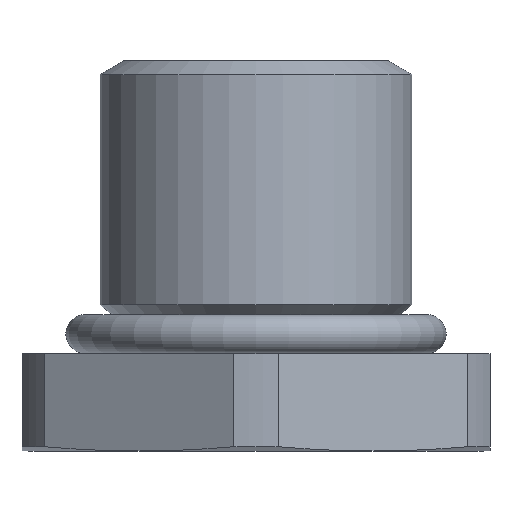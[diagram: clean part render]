
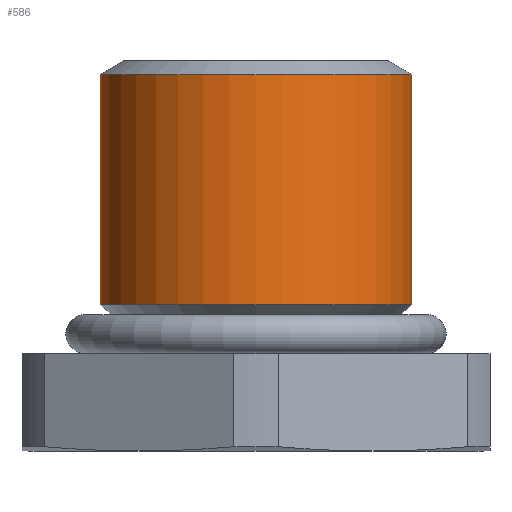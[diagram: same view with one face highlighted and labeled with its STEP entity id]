
A CAD part, front view. The second image highlights one B-rep face of the part: STEP entity #586.
In plain terms, the highlighted cylindrical face has radius 8 mm (diameter 16 mm), a full revolution.
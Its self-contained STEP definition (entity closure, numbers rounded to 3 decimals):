
#45=CYLINDRICAL_SURFACE('',#687,8.);
#67=FACE_OUTER_BOUND('',#102,.T.);
#102=EDGE_LOOP('',(#377,#378,#379,#380,#381));
#138=LINE('',#980,#163);
#163=VECTOR('',#786,8.);
#187=CIRCLE('',#683,8.);
#188=CIRCLE('',#684,8.);
#190=CIRCLE('',#688,8.);
#234=VERTEX_POINT('',#969);
#235=VERTEX_POINT('',#970);
#237=VERTEX_POINT('',#978);
#287=EDGE_CURVE('',#234,#235,#187,.T.);
#288=EDGE_CURVE('',#235,#234,#188,.T.);
#291=EDGE_CURVE('',#237,#237,#190,.T.);
#292=EDGE_CURVE('',#237,#235,#138,.T.);
#377=ORIENTED_EDGE('',*,*,#291,.F.);
#378=ORIENTED_EDGE('',*,*,#292,.T.);
#379=ORIENTED_EDGE('',*,*,#287,.F.);
#380=ORIENTED_EDGE('',*,*,#288,.F.);
#381=ORIENTED_EDGE('',*,*,#292,.F.);
#586=ADVANCED_FACE('',(#67),#45,.T.);
#683=AXIS2_PLACEMENT_3D('',#971,#773,#774);
#684=AXIS2_PLACEMENT_3D('',#972,#775,#776);
#687=AXIS2_PLACEMENT_3D('',#977,#782,#783);
#688=AXIS2_PLACEMENT_3D('',#979,#784,#785);
#773=DIRECTION('center_axis',(0.,0.,1.));
#774=DIRECTION('ref_axis',(0.,-1.,0.));
#775=DIRECTION('center_axis',(0.,0.,1.));
#776=DIRECTION('ref_axis',(0.,-1.,0.));
#782=DIRECTION('center_axis',(0.,0.,-1.));
#783=DIRECTION('ref_axis',(0.,1.,0.));
#784=DIRECTION('center_axis',(0.,0.,-1.));
#785=DIRECTION('ref_axis',(1.,0.,0.));
#786=DIRECTION('',(0.,0.,1.));
#969=CARTESIAN_POINT('',(0.,8.,19.307));
#970=CARTESIAN_POINT('',(0.,-8.,19.307));
#971=CARTESIAN_POINT('Origin',(0.,0.,19.307));
#972=CARTESIAN_POINT('Origin',(0.,0.,19.307));
#977=CARTESIAN_POINT('Origin',(0.,0.,13.75));
#978=CARTESIAN_POINT('',(0.,-8.,7.5));
#979=CARTESIAN_POINT('Origin',(0.,0.,7.5));
#980=CARTESIAN_POINT('',(0.,-8.,13.75));
